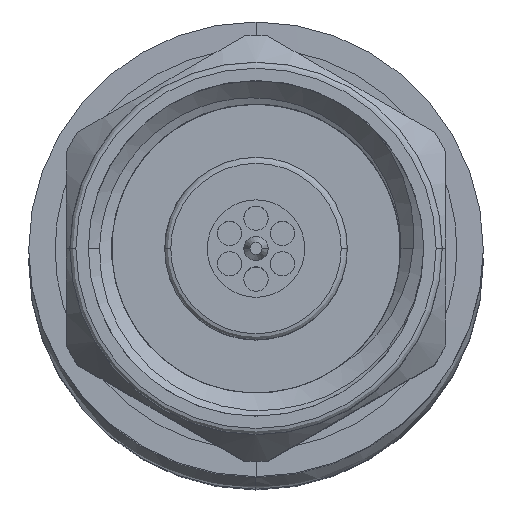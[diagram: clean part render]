
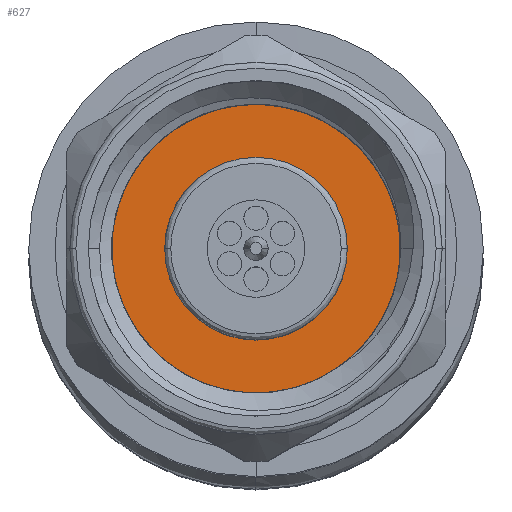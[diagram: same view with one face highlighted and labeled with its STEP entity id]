
A CAD part, top view. The second image highlights one B-rep face of the part: STEP entity #627.
In plain terms, the highlighted face is planar.
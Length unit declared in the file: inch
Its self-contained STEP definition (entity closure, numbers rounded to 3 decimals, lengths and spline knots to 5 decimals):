
#26 = CARTESIAN_POINT ( 'NONE',  ( 0.2, 0., 0.1378 ) ) ;
#76 = ORIENTED_EDGE ( 'NONE', *, *, #5205, .T. ) ;
#360 = CARTESIAN_POINT ( 'NONE',  ( 0.2, 0.12615, -0.01204 ) ) ;
#367 = CIRCLE ( 'NONE', #837, 0.1378 ) ;
#394 = CARTESIAN_POINT ( 'NONE',  ( 0.2, -0.05752, -0.1065 ) ) ;
#478 = ORIENTED_EDGE ( 'NONE', *, *, #500, .T. ) ;
#500 = EDGE_CURVE ( 'NONE', #2028, #3542, #5262, .T. ) ;
#590 = CARTESIAN_POINT ( 'NONE',  ( 0.2, -0.06607, 0.12092 ) ) ;
#627 = ADVANCED_FACE ( 'NONE', ( #1997 ), #4295, .T. ) ;
#661 = CARTESIAN_POINT ( 'NONE',  ( 0.2, -0.03339, -0.11382 ) ) ;
#734 = CARTESIAN_POINT ( 'NONE',  ( 0.2, 0.04282, -0.11089 ) ) ;
#765 = CARTESIAN_POINT ( 'NONE',  ( 0.2, 0.05002, -0.10784 ) ) ;
#777 = CARTESIAN_POINT ( 'NONE',  ( 0.2, 0.12759, 0.01315 ) ) ;
#806 = CARTESIAN_POINT ( 'NONE',  ( 0.2, -0.12289, -0.03271 ) ) ;
#833 = CARTESIAN_POINT ( 'NONE',  ( 0.2, -0.12159, 0.05417 ) ) ;
#837 = AXIS2_PLACEMENT_3D ( 'NONE', #1365, #1932, #3759 ) ;
#887 = CARTESIAN_POINT ( 'NONE',  ( 0.2, 0.12252, 0.04429 ) ) ;
#1218 = VERTEX_POINT ( 'NONE', #26 ) ;
#1223 = CARTESIAN_POINT ( 'NONE',  ( 0.2, -0.08655, 0.10601 ) ) ;
#1240 = CARTESIAN_POINT ( 'NONE',  ( 0.2, 0.05687, -0.10409 ) ) ;
#1252 = CARTESIAN_POINT ( 'NONE',  ( 0.2, 0.11366, 0.06775 ) ) ;
#1278 = CARTESIAN_POINT ( 'NONE',  ( 0.2, 0.09751, -0.07436 ) ) ;
#1341 = CARTESIAN_POINT ( 'NONE',  ( 0.2, -0.12913, -0.00197 ) ) ;
#1365 = CARTESIAN_POINT ( 'NONE',  ( 0.2, 0., 0. ) ) ;
#1628 = CARTESIAN_POINT ( 'NONE',  ( 0.2, -0.01817, -0.11747 ) ) ;
#1666 = CARTESIAN_POINT ( 'NONE',  ( 0.2, -0.10318, 0.08703 ) ) ;
#1722 = CARTESIAN_POINT ( 'NONE',  ( 0.2, 0.11777, -0.04237 ) ) ;
#1724 = CARTESIAN_POINT ( 'NONE',  ( 0.2, -0.11547, -0.05021 ) ) ;
#1900 = CARTESIAN_POINT ( 'NONE',  ( 0.2, 0.06845, -0.09878 ) ) ;
#1932 = DIRECTION ( 'NONE',  ( -1., 0., 0. ) ) ;
#1961 = B_SPLINE_CURVE_WITH_KNOTS ( 'NONE', 3,
 ( #1240, #765, #734, #5661, #3504, #4860, #3048, #1628, #4804, #2512 ),
 .UNSPECIFIED., .F., .F.,
 ( 4, 2, 2, 2, 4 ),
 ( 0., 0.00059, 0.00119, 0.00178, 0.00238 ),
 .UNSPECIFIED. ) ;
#1997 = FACE_OUTER_BOUND ( 'NONE', #4122, .T. ) ;
#2028 = VERTEX_POINT ( 'NONE', #661 ) ;
#2134 = B_SPLINE_CURVE_WITH_KNOTS ( 'NONE', 3,
 ( #2615, #3610, #4876, #3939, #5433, #3154, #5756, #4989, #1252, #4902, #887, #5316, #3062, #777, #2586, #4451, #360, #5819, #1722, #3549, #1278, #3092, #1900, #3243 ),
 .UNSPECIFIED., .F., .F.,
 ( 4, 2, 2, 2, 2, 2, 2, 2, 2, 2, 2, 4 ),
 ( 0., 0.00096, 0.00143, 0.00191, 0.00287, 0.00334, 0.00382, 0.0043, 0.00478, 0.00573, 0.00669, 0.00765 ),
 .UNSPECIFIED. ) ;
#2335 = AXIS2_PLACEMENT_3D ( 'NONE', #5515, #5139, #4139 ) ;
#2489 = ORIENTED_EDGE ( 'NONE', *, *, #3897, .T. ) ;
#2512 = CARTESIAN_POINT ( 'NONE',  ( 0.2, -0.03339, -0.11382 ) ) ;
#2562 = CARTESIAN_POINT ( 'NONE',  ( 0.2, -0.10173, -0.07133 ) ) ;
#2586 = CARTESIAN_POINT ( 'NONE',  ( 0.2, 0.1277, 0.00688 ) ) ;
#2615 = CARTESIAN_POINT ( 'NONE',  ( 0.2, 0.03879, 0.13222 ) ) ;
#2617 = CARTESIAN_POINT ( 'NONE',  ( 0.2, -0.12944, 0.00442 ) ) ;
#2682 = CARTESIAN_POINT ( 'NONE',  ( 0.2, -0.1255, 0.04191 ) ) ;
#2785 = EDGE_CURVE ( 'NONE', #3768, #2028, #1961, .T. ) ;
#2887 = CARTESIAN_POINT ( 'NONE',  ( 0.2, 0.05687, -0.10409 ) ) ;
#3035 = CARTESIAN_POINT ( 'NONE',  ( 0.2, -0.07684, 0.11416 ) ) ;
#3048 = CARTESIAN_POINT ( 'NONE',  ( 0.2, -0.00275, -0.11884 ) ) ;
#3062 = CARTESIAN_POINT ( 'NONE',  ( 0.2, 0.12648, 0.02568 ) ) ;
#3092 = CARTESIAN_POINT ( 'NONE',  ( 0.2, 0.07894, -0.09171 ) ) ;
#3154 = CARTESIAN_POINT ( 'NONE',  ( 0.2, 0.09128, 0.09828 ) ) ;
#3243 = CARTESIAN_POINT ( 'NONE',  ( 0.2, 0.05687, -0.10409 ) ) ;
#3344 = CARTESIAN_POINT ( 'NONE',  ( 0.2, 0., 0. ) ) ;
#3491 = CARTESIAN_POINT ( 'NONE',  ( 0.2, -0.09923, 0.09205 ) ) ;
#3504 = CARTESIAN_POINT ( 'NONE',  ( 0.2, 0.02033, -0.11712 ) ) ;
#3522 = CARTESIAN_POINT ( 'NONE',  ( 0.2, -0.03339, -0.11382 ) ) ;
#3542 = VERTEX_POINT ( 'NONE', #590 ) ;
#3549 = CARTESIAN_POINT ( 'NONE',  ( 0.2, 0.10528, -0.06449 ) ) ;
#3551 = CARTESIAN_POINT ( 'NONE',  ( 0.2, -0.06607, 0.12092 ) ) ;
#3610 = CARTESIAN_POINT ( 'NONE',  ( 0.2, 0.05076, 0.12791 ) ) ;
#3613 = CARTESIAN_POINT ( 'NONE',  ( 0.2, -0.08911, -0.08552 ) ) ;
#3759 = DIRECTION ( 'NONE',  ( 0., 0., 1. ) ) ;
#3768 = VERTEX_POINT ( 'NONE', #2887 ) ;
#3825 = DIRECTION ( 'NONE',  ( -1., 0., 0. ) ) ;
#3897 = EDGE_CURVE ( 'NONE', #4781, #3768, #2134, .T. ) ;
#3939 = CARTESIAN_POINT ( 'NONE',  ( 0.2, 0.07724, 0.11104 ) ) ;
#3997 = CARTESIAN_POINT ( 'NONE',  ( 0.2, -0.12755, -0.01444 ) ) ;
#4023 = CARTESIAN_POINT ( 'NONE',  ( 0.2, -0.12917, 0.01705 ) ) ;
#4061 = EDGE_CURVE ( 'NONE', #3542, #1218, #5016, .T. ) ;
#4122 = EDGE_LOOP ( 'NONE', ( #4483, #76, #2489, #4668, #478 ) ) ;
#4139 = DIRECTION ( 'NONE',  ( 0., 0., 1. ) ) ;
#4295 = PLANE ( 'NONE',  #4782 ) ;
#4303 = CARTESIAN_POINT ( 'NONE',  ( 0.2, 0.03879, 0.13222 ) ) ;
#4324 = DIRECTION ( 'NONE',  ( 0., 0., 1. ) ) ;
#4394 = CARTESIAN_POINT ( 'NONE',  ( 0.2, -0.11245, -0.05572 ) ) ;
#4425 = CARTESIAN_POINT ( 'NONE',  ( 0.2, -0.12069, -0.03872 ) ) ;
#4451 = CARTESIAN_POINT ( 'NONE',  ( 0.2, 0.12699, -0.00569 ) ) ;
#4483 = ORIENTED_EDGE ( 'NONE', *, *, #4061, .T. ) ;
#4516 = CARTESIAN_POINT ( 'NONE',  ( 0.2, -0.11339, 0.0711 ) ) ;
#4668 = ORIENTED_EDGE ( 'NONE', *, *, #2785, .T. ) ;
#4781 = VERTEX_POINT ( 'NONE', #4303 ) ;
#4782 = AXIS2_PLACEMENT_3D ( 'NONE', #3344, #3825, #4324 ) ;
#4804 = CARTESIAN_POINT ( 'NONE',  ( 0.2, -0.02589, -0.11602 ) ) ;
#4860 = CARTESIAN_POINT ( 'NONE',  ( 0.2, 0.00495, -0.11876 ) ) ;
#4876 = CARTESIAN_POINT ( 'NONE',  ( 0.2, 0.06186, 0.12207 ) ) ;
#4902 = CARTESIAN_POINT ( 'NONE',  ( 0.2, 0.12062, 0.05027 ) ) ;
#4904 = CARTESIAN_POINT ( 'NONE',  ( 0.2, -0.1056, -0.06626 ) ) ;
#4933 = CARTESIAN_POINT ( 'NONE',  ( 0.2, -0.07939, -0.09361 ) ) ;
#4965 = CARTESIAN_POINT ( 'NONE',  ( 0.2, -0.12631, -0.02059 ) ) ;
#4989 = CARTESIAN_POINT ( 'NONE',  ( 0.2, 0.10721, 0.0789 ) ) ;
#5016 = CIRCLE ( 'NONE', #2335, 0.1378 ) ;
#5139 = DIRECTION ( 'NONE',  ( -1., 0., 0. ) ) ;
#5205 = EDGE_CURVE ( 'NONE', #1218, #4781, #367, .T. ) ;
#5262 = B_SPLINE_CURVE_WITH_KNOTS ( 'NONE', 3,
 ( #3522, #5404, #394, #4933, #3613, #2562, #4904, #4394, #1724, #4425, #806, #4965, #3997, #1341, #2617, #4023, #5758, #2682, #833, #4516, #5850, #1666, #3491, #1223, #3035, #3551 ),
 .UNSPECIFIED., .F., .F.,
 ( 4, 2, 2, 2, 2, 2, 2, 2, 2, 2, 2, 2, 4 ),
 ( 0., 0.00096, 0.00191, 0.00239, 0.00287, 0.00335, 0.00383, 0.00431, 0.00478, 0.00574, 0.00622, 0.0067, 0.00765 ),
 .UNSPECIFIED. ) ;
#5316 = CARTESIAN_POINT ( 'NONE',  ( 0.2, 0.12546, 0.03198 ) ) ;
#5404 = CARTESIAN_POINT ( 'NONE',  ( 0.2, -0.04583, -0.1111 ) ) ;
#5433 = CARTESIAN_POINT ( 'NONE',  ( 0.2, 0.08216, 0.10697 ) ) ;
#5515 = CARTESIAN_POINT ( 'NONE',  ( 0.2, 0., 0. ) ) ;
#5661 = CARTESIAN_POINT ( 'NONE',  ( 0.2, 0.02803, -0.11552 ) ) ;
#5756 = CARTESIAN_POINT ( 'NONE',  ( 0.2, 0.09552, 0.09366 ) ) ;
#5758 = CARTESIAN_POINT ( 'NONE',  ( 0.2, -0.12858, 0.02331 ) ) ;
#5819 = CARTESIAN_POINT ( 'NONE',  ( 0.2, 0.12222, -0.03056 ) ) ;
#5850 = CARTESIAN_POINT ( 'NONE',  ( 0.2, -0.11026, 0.07655 ) ) ;
